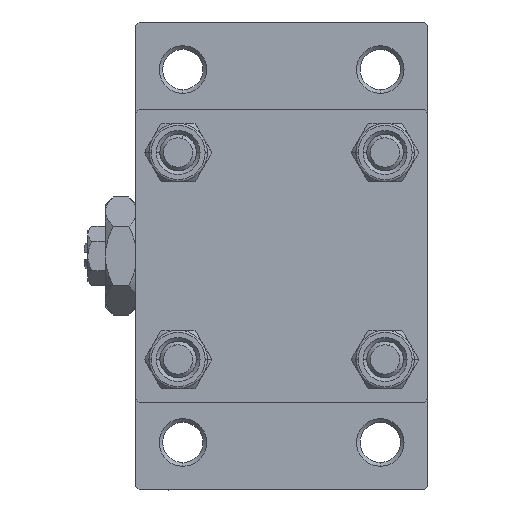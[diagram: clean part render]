
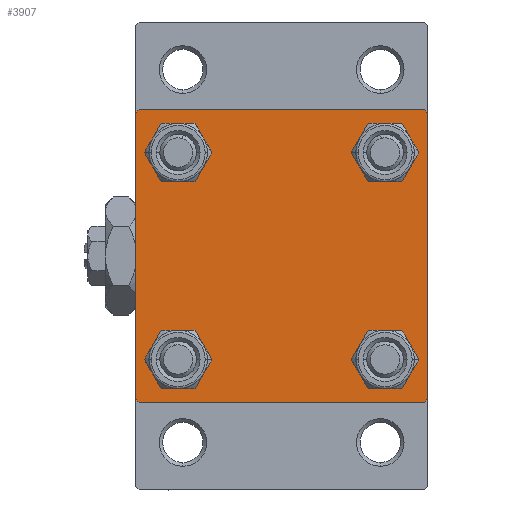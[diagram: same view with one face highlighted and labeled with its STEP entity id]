
A CAD part, left-side view. The second image highlights one B-rep face of the part: STEP entity #3907.
In plain terms, the highlighted planar face has unit normal (-1, 0, 0).
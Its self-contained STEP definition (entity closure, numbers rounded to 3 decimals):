
#86 = ORIENTED_EDGE ( 'NONE', *, *, #21821, .T. ) ;
#108 = ORIENTED_EDGE ( 'NONE', *, *, #5460, .T. ) ;
#497 = CARTESIAN_POINT ( 'NONE',  ( 0., -20., -19.5 ) ) ;
#899 = VERTEX_POINT ( 'NONE', #13650 ) ;
#990 = CARTESIAN_POINT ( 'NONE',  ( 0., -20., 19.5 ) ) ;
#1872 = CARTESIAN_POINT ( 'NONE',  ( 0., -20., 20. ) ) ;
#2011 = CARTESIAN_POINT ( 'NONE',  ( 0., 14.15, -14.15 ) ) ;
#2870 = LINE ( 'NONE', #1872, #47198 ) ;
#2969 = DIRECTION ( 'NONE',  ( 1., 0., 0. ) ) ;
#2987 = AXIS2_PLACEMENT_3D ( 'NONE', #18590, #23164, #18840 ) ;
#3685 = AXIS2_PLACEMENT_3D ( 'NONE', #8901, #23989, #44063 ) ;
#3907 = ADVANCED_FACE ( 'NONE', ( #26997, #18934, #15450, #42342, #15206 ), #30782, .T. ) ;
#4062 = CARTESIAN_POINT ( 'NONE',  ( 0., 20., -20. ) ) ;
#4206 = ORIENTED_EDGE ( 'NONE', *, *, #41202, .T. ) ;
#4353 = EDGE_CURVE ( 'NONE', #20128, #12223, #46313, .T. ) ;
#4614 = AXIS2_PLACEMENT_3D ( 'NONE', #2011, #36193, #13587 ) ;
#4693 = CARTESIAN_POINT ( 'NONE',  ( 0., 14.15, -11.15 ) ) ;
#5460 = EDGE_CURVE ( 'NONE', #11899, #43612, #41521, .T. ) ;
#6187 = VERTEX_POINT ( 'NONE', #25177 ) ;
#7034 = VECTOR ( 'NONE', #22313, 1000. ) ;
#7278 = CARTESIAN_POINT ( 'NONE',  ( 0., 19.5, -20. ) ) ;
#7398 = EDGE_CURVE ( 'NONE', #38590, #39191, #17427, .T. ) ;
#7551 = DIRECTION ( 'NONE',  ( 0., 0., 1. ) ) ;
#7830 = DIRECTION ( 'NONE',  ( 0., -1., 0. ) ) ;
#8421 = ORIENTED_EDGE ( 'NONE', *, *, #12047, .T. ) ;
#8901 = CARTESIAN_POINT ( 'NONE',  ( 0., 14.15, -14.15 ) ) ;
#9053 = EDGE_CURVE ( 'NONE', #32203, #899, #33765, .T. ) ;
#9746 = EDGE_CURVE ( 'NONE', #33356, #39028, #31138, .T. ) ;
#9781 = EDGE_CURVE ( 'NONE', #39028, #33356, #45583, .T. ) ;
#10159 = CARTESIAN_POINT ( 'NONE',  ( 0., -14.15, 14.15 ) ) ;
#10778 = EDGE_CURVE ( 'NONE', #32203, #12594, #2870, .T. ) ;
#10898 = DIRECTION ( 'NONE',  ( 0., 0.707, 0.707 ) ) ;
#11525 = DIRECTION ( 'NONE',  ( 1., 0., 0. ) ) ;
#11699 = DIRECTION ( 'NONE',  ( -1., 0., 0. ) ) ;
#11754 = CARTESIAN_POINT ( 'NONE',  ( 0., -14.15, 11.15 ) ) ;
#11899 = VERTEX_POINT ( 'NONE', #11754 ) ;
#12047 = EDGE_CURVE ( 'NONE', #46455, #12594, #19367, .T. ) ;
#12166 = ORIENTED_EDGE ( 'NONE', *, *, #49084, .F. ) ;
#12220 = LINE ( 'NONE', #24020, #42777 ) ;
#12223 = VERTEX_POINT ( 'NONE', #35703 ) ;
#12354 = EDGE_CURVE ( 'NONE', #12223, #20128, #15978, .T. ) ;
#12594 = VERTEX_POINT ( 'NONE', #497 ) ;
#13587 = DIRECTION ( 'NONE',  ( 0., 0., 1. ) ) ;
#13650 = CARTESIAN_POINT ( 'NONE',  ( 0., -19.5, 20. ) ) ;
#13689 = DIRECTION ( 'NONE',  ( 0., -0.707, -0.707 ) ) ;
#15135 = CARTESIAN_POINT ( 'NONE',  ( 0., -19.75, -19.75 ) ) ;
#15156 = VECTOR ( 'NONE', #10898, 1000. ) ;
#15206 = FACE_OUTER_BOUND ( 'NONE', #29041, .T. ) ;
#15450 = FACE_BOUND ( 'NONE', #46535, .T. ) ;
#15978 = CIRCLE ( 'NONE', #48868, 3. ) ;
#15986 = DIRECTION ( 'NONE',  ( 0., 0.707, -0.707 ) ) ;
#17421 = DIRECTION ( 'NONE',  ( 0., 0., 1. ) ) ;
#17427 = LINE ( 'NONE', #48118, #20676 ) ;
#18590 = CARTESIAN_POINT ( 'NONE',  ( 0., -14.15, 14.15 ) ) ;
#18840 = DIRECTION ( 'NONE',  ( 0., 0., 1. ) ) ;
#18934 = FACE_BOUND ( 'NONE', #47433, .T. ) ;
#19350 = CARTESIAN_POINT ( 'NONE',  ( 0., 20., 19.5 ) ) ;
#19367 = LINE ( 'NONE', #15135, #36783 ) ;
#19434 = DIRECTION ( 'NONE',  ( 0., 0., 1. ) ) ;
#19834 = CARTESIAN_POINT ( 'NONE',  ( 0., -14.15, -17.15 ) ) ;
#20128 = VERTEX_POINT ( 'NONE', #35563 ) ;
#20676 = VECTOR ( 'NONE', #13689, 1000. ) ;
#21429 = CIRCLE ( 'NONE', #4614, 3. ) ;
#21643 = ORIENTED_EDGE ( 'NONE', *, *, #36258, .T. ) ;
#21821 = EDGE_CURVE ( 'NONE', #39191, #46455, #26899, .T. ) ;
#22313 = DIRECTION ( 'NONE',  ( 0., 0., -1. ) ) ;
#22327 = DIRECTION ( 'NONE',  ( 0., 0., 1. ) ) ;
#22383 = CARTESIAN_POINT ( 'NONE',  ( 0., -14.15, -11.15 ) ) ;
#22814 = ORIENTED_EDGE ( 'NONE', *, *, #9781, .T. ) ;
#23030 = AXIS2_PLACEMENT_3D ( 'NONE', #28174, #47780, #43751 ) ;
#23164 = DIRECTION ( 'NONE',  ( 1., 0., 0. ) ) ;
#23902 = AXIS2_PLACEMENT_3D ( 'NONE', #45952, #11525, #26833 ) ;
#23989 = DIRECTION ( 'NONE',  ( 1., 0., 0. ) ) ;
#24020 = CARTESIAN_POINT ( 'NONE',  ( 0., 19.75, 19.75 ) ) ;
#25177 = CARTESIAN_POINT ( 'NONE',  ( 0., 19.5, 20. ) ) ;
#26067 = LINE ( 'NONE', #29843, #7034 ) ;
#26833 = DIRECTION ( 'NONE',  ( 0., 0., 1. ) ) ;
#26899 = LINE ( 'NONE', #4062, #41932 ) ;
#26997 = FACE_BOUND ( 'NONE', #44729, .T. ) ;
#27448 = ORIENTED_EDGE ( 'NONE', *, *, #49131, .T. ) ;
#27796 = ORIENTED_EDGE ( 'NONE', *, *, #35597, .T. ) ;
#28059 = CIRCLE ( 'NONE', #36904, 3. ) ;
#28174 = CARTESIAN_POINT ( 'NONE',  ( 0., 14.15, 14.15 ) ) ;
#28771 = DIRECTION ( 'NONE',  ( 1., 0., 0. ) ) ;
#29041 = EDGE_LOOP ( 'NONE', ( #21643, #35595, #86, #8421, #43055, #29389, #12166, #27448 ) ) ;
#29389 = ORIENTED_EDGE ( 'NONE', *, *, #9053, .T. ) ;
#29843 = CARTESIAN_POINT ( 'NONE',  ( 0., 20., 20. ) ) ;
#30782 = PLANE ( 'NONE',  #31798 ) ;
#31138 = CIRCLE ( 'NONE', #46380, 3. ) ;
#31798 = AXIS2_PLACEMENT_3D ( 'NONE', #46123, #11699, #19434 ) ;
#32203 = VERTEX_POINT ( 'NONE', #990 ) ;
#32532 = DIRECTION ( 'NONE',  ( 0., 0., -1. ) ) ;
#32903 = EDGE_CURVE ( 'NONE', #41524, #33893, #39784, .T. ) ;
#33199 = CARTESIAN_POINT ( 'NONE',  ( 0., 14.15, -17.15 ) ) ;
#33356 = VERTEX_POINT ( 'NONE', #22383 ) ;
#33765 = LINE ( 'NONE', #49073, #15156 ) ;
#33893 = VERTEX_POINT ( 'NONE', #4693 ) ;
#34741 = DIRECTION ( 'NONE',  ( 0., -0.707, 0.707 ) ) ;
#35563 = CARTESIAN_POINT ( 'NONE',  ( 0., 14.15, 17.15 ) ) ;
#35595 = ORIENTED_EDGE ( 'NONE', *, *, #7398, .T. ) ;
#35597 = EDGE_CURVE ( 'NONE', #33893, #41524, #21429, .T. ) ;
#35703 = CARTESIAN_POINT ( 'NONE',  ( 0., 14.15, 11.15 ) ) ;
#36193 = DIRECTION ( 'NONE',  ( 1., 0., 0. ) ) ;
#36258 = EDGE_CURVE ( 'NONE', #41034, #38590, #26067, .T. ) ;
#36319 = VECTOR ( 'NONE', #49680, 1000. ) ;
#36783 = VECTOR ( 'NONE', #34741, 1000. ) ;
#36904 = AXIS2_PLACEMENT_3D ( 'NONE', #10159, #28771, #17421 ) ;
#37853 = ORIENTED_EDGE ( 'NONE', *, *, #4353, .T. ) ;
#38021 = CARTESIAN_POINT ( 'NONE',  ( 0., 20., -19.5 ) ) ;
#38590 = VERTEX_POINT ( 'NONE', #38021 ) ;
#39028 = VERTEX_POINT ( 'NONE', #19834 ) ;
#39191 = VERTEX_POINT ( 'NONE', #7278 ) ;
#39784 = CIRCLE ( 'NONE', #3685, 3. ) ;
#41034 = VERTEX_POINT ( 'NONE', #19350 ) ;
#41202 = EDGE_CURVE ( 'NONE', #43612, #11899, #28059, .T. ) ;
#41521 = CIRCLE ( 'NONE', #2987, 3. ) ;
#41524 = VERTEX_POINT ( 'NONE', #33199 ) ;
#41712 = CARTESIAN_POINT ( 'NONE',  ( 0., 14.15, 14.15 ) ) ;
#41926 = CARTESIAN_POINT ( 'NONE',  ( 0., -14.15, -14.15 ) ) ;
#41932 = VECTOR ( 'NONE', #7830, 1000. ) ;
#42342 = FACE_BOUND ( 'NONE', #44776, .T. ) ;
#42777 = VECTOR ( 'NONE', #15986, 1000. ) ;
#43055 = ORIENTED_EDGE ( 'NONE', *, *, #10778, .F. ) ;
#43165 = ORIENTED_EDGE ( 'NONE', *, *, #9746, .T. ) ;
#43612 = VERTEX_POINT ( 'NONE', #47790 ) ;
#43751 = DIRECTION ( 'NONE',  ( 0., 0., 1. ) ) ;
#44063 = DIRECTION ( 'NONE',  ( 0., 0., 1. ) ) ;
#44729 = EDGE_LOOP ( 'NONE', ( #4206, #108 ) ) ;
#44776 = EDGE_LOOP ( 'NONE', ( #37853, #46656 ) ) ;
#45472 = ORIENTED_EDGE ( 'NONE', *, *, #32903, .T. ) ;
#45583 = CIRCLE ( 'NONE', #23902, 3. ) ;
#45910 = CARTESIAN_POINT ( 'NONE',  ( 0., 20., 20. ) ) ;
#45952 = CARTESIAN_POINT ( 'NONE',  ( 0., -14.15, -14.15 ) ) ;
#46120 = CARTESIAN_POINT ( 'NONE',  ( 0., -19.5, -20. ) ) ;
#46123 = CARTESIAN_POINT ( 'NONE',  ( 0., 0., 0. ) ) ;
#46162 = LINE ( 'NONE', #45910, #36319 ) ;
#46253 = DIRECTION ( 'NONE',  ( 1., 0., 0. ) ) ;
#46313 = CIRCLE ( 'NONE', #23030, 3. ) ;
#46380 = AXIS2_PLACEMENT_3D ( 'NONE', #41926, #2969, #22327 ) ;
#46455 = VERTEX_POINT ( 'NONE', #46120 ) ;
#46535 = EDGE_LOOP ( 'NONE', ( #27796, #45472 ) ) ;
#46656 = ORIENTED_EDGE ( 'NONE', *, *, #12354, .T. ) ;
#47198 = VECTOR ( 'NONE', #32532, 1000. ) ;
#47433 = EDGE_LOOP ( 'NONE', ( #43165, #22814 ) ) ;
#47780 = DIRECTION ( 'NONE',  ( 1., 0., 0. ) ) ;
#47790 = CARTESIAN_POINT ( 'NONE',  ( 0., -14.15, 17.15 ) ) ;
#48118 = CARTESIAN_POINT ( 'NONE',  ( 0., 19.75, -19.75 ) ) ;
#48868 = AXIS2_PLACEMENT_3D ( 'NONE', #41712, #46253, #7551 ) ;
#49073 = CARTESIAN_POINT ( 'NONE',  ( 0., -19.75, 19.75 ) ) ;
#49084 = EDGE_CURVE ( 'NONE', #6187, #899, #46162, .T. ) ;
#49131 = EDGE_CURVE ( 'NONE', #6187, #41034, #12220, .T. ) ;
#49680 = DIRECTION ( 'NONE',  ( 0., -1., 0. ) ) ;
